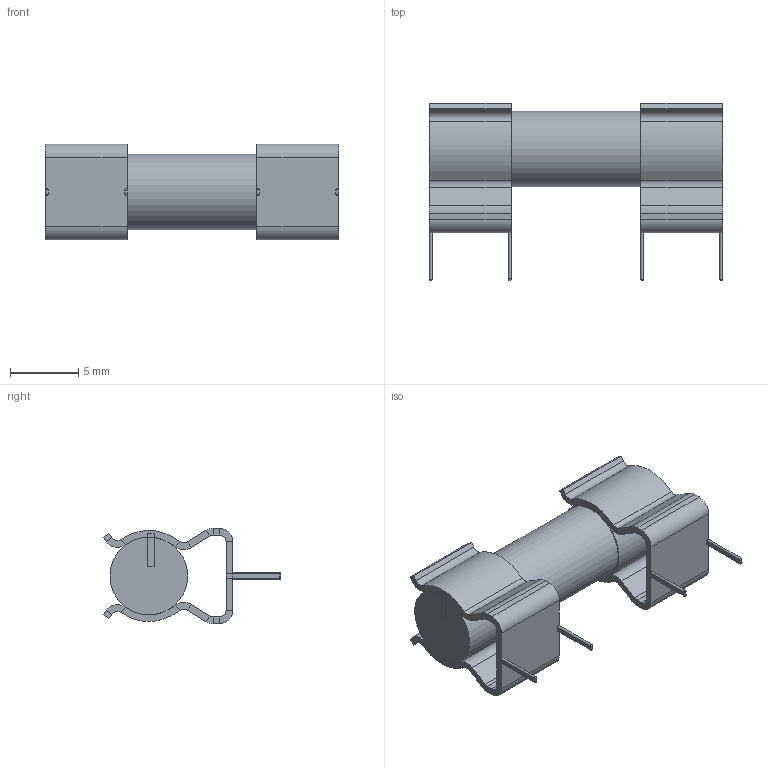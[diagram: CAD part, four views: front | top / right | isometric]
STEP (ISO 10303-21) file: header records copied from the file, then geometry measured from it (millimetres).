
FILE_DESCRIPTION(/* description */ (''),/* implementation_level */ '2;1');
FILE_NAME(/* name */ 'FUSE_CLIP.stp',/* time_stamp */ '2019-12-22T23:58:21-08:00',/* author */ ('mosbah'),/* organization */ (''),/* preprocessor_version */ 'ST-DEVELOPER v16.5',/* originating_system */ 'Autodesk Inventor 2017',/* authorisation */ '');
FILE_SCHEMA (('AUTOMOTIVE_DESIGN { 1 0 10303 214 3 1 1 }'));
Length unit declared in the file: millimetre
Products named in the file (1): FUSE_CLIP
Bounding box: 21.5 x 13 x 7 mm (x, y, z)
Volume: 690.5 mm3; surface area: 1009.9 mm2
Topology: 3 solids, 3 shells, 207 faces, 435 edges, 229 vertices
Faces by surface type: plane 134, cylinder 49, bspline 14, sphere 10
Full cylindrical faces by diameter (mm): 5.543 x1
Entity records: 5419 total; most frequent: CARTESIAN_POINT 1100, DIRECTION 906, ORIENTED_EDGE 858, EDGE_CURVE 429, AXIS2_PLACEMENT_3D 325, LINE 256, VECTOR 256, VERTEX_POINT 227
